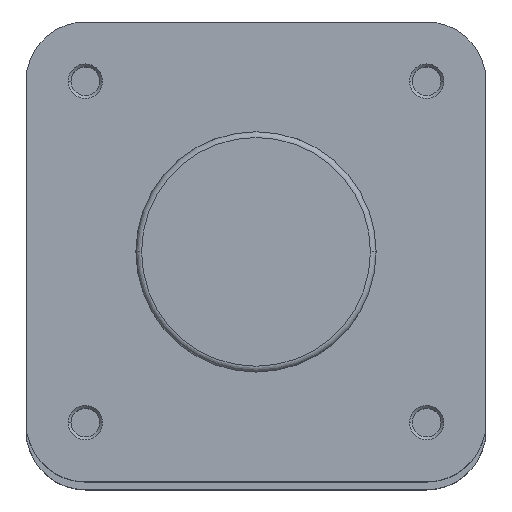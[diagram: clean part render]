
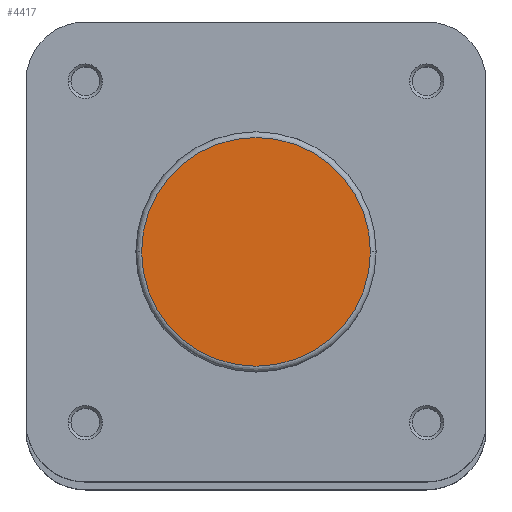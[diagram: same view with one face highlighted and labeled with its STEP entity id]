
A CAD part, top view. The second image highlights one B-rep face of the part: STEP entity #4417.
In plain terms, the highlighted planar face has unit normal (0, 0, 1).
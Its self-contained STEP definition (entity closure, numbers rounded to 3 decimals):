
#448 = AXIS2_PLACEMENT_3D ( 'NONE', #1004, #1010, #1011 ) ;
#576 = AXIS2_PLACEMENT_3D ( 'NONE', #1778, #1779, #1780 ) ;
#601 = AXIS2_PLACEMENT_3D ( 'NONE', #1901, #1908, #1909 ) ;
#1001 = PLANE ( 'NONE',  #448 ) ;
#1004 = CARTESIAN_POINT ( 'NONE',  ( 0., 20.9, 0. ) ) ;
#1010 = DIRECTION ( 'NONE',  ( 0., 0., -1. ) ) ;
#1011 = DIRECTION ( 'NONE',  ( -1., 0., 0. ) ) ;
#1445 = CARTESIAN_POINT ( 'NONE',  ( -19.9, 0., 0. ) ) ;
#1455 = CARTESIAN_POINT ( 'NONE',  ( 19.9, 0., 0. ) ) ;
#1778 = CARTESIAN_POINT ( 'NONE',  ( 0., 0., 0. ) ) ;
#1779 = DIRECTION ( 'NONE',  ( 0., 0., 1. ) ) ;
#1780 = DIRECTION ( 'NONE',  ( -1., 0., 0. ) ) ;
#1901 = CARTESIAN_POINT ( 'NONE',  ( 0., 0., 0. ) ) ;
#1908 = DIRECTION ( 'NONE',  ( 0., 0., 1. ) ) ;
#1909 = DIRECTION ( 'NONE',  ( -1., 0., 0. ) ) ;
#2104 = FACE_OUTER_BOUND ( 'NONE', #3662, .T. ) ;
#2360 = CIRCLE ( 'NONE', #576, 19.9 ) ;
#2439 = CIRCLE ( 'NONE', #601, 19.9 ) ;
#3176 = ORIENTED_EDGE ( 'NONE', *, *, #6089, .T. ) ;
#3183 = ORIENTED_EDGE ( 'NONE', *, *, #6036, .T. ) ;
#3662 = EDGE_LOOP ( 'NONE', ( #3176, #3183 ) ) ;
#4417 = ADVANCED_FACE ( 'NONE', ( #2104 ), #1001, .F. ) ;
#5181 = VERTEX_POINT ( 'NONE', #1445 ) ;
#5193 = VERTEX_POINT ( 'NONE', #1455 ) ;
#6036 = EDGE_CURVE ( 'NONE', #5193, #5181, #2360, .T. ) ;
#6089 = EDGE_CURVE ( 'NONE', #5181, #5193, #2439, .T. ) ;
